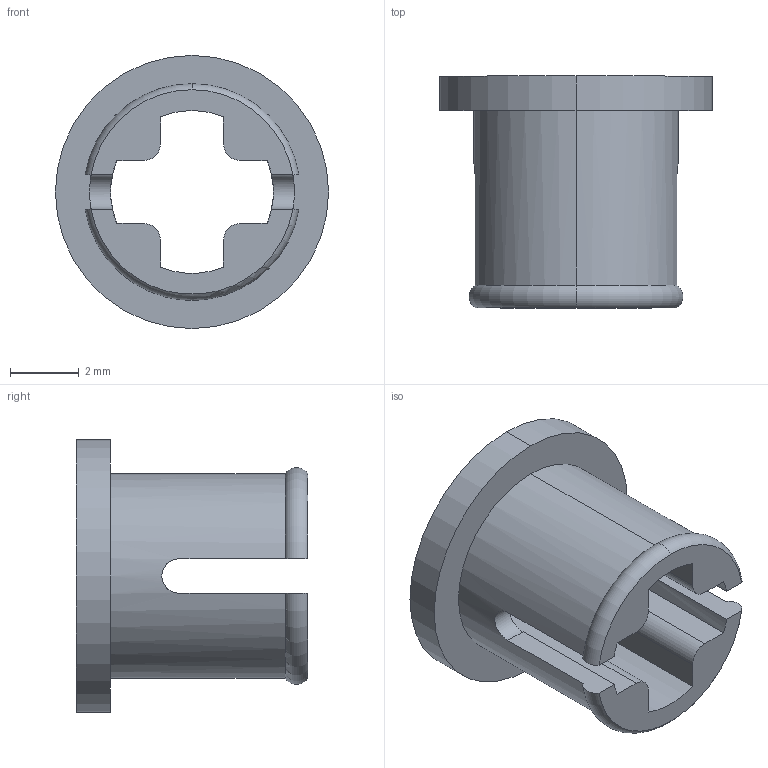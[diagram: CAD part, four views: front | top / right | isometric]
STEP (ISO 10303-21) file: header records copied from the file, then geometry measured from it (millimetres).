
FILE_DESCRIPTION (( 'STEP AP203' ), '1' );
FILE_NAME ('3900-0005-0006.STEP', '2018-02-08T22:15:55', ( '' ), ( '' ), 'SwSTEP 2.0', 'SolidWorks 2016', '' );
FILE_SCHEMA (( 'CONFIG_CONTROL_DESIGN' ));
Length unit declared in the file: millimetre
Products named in the file (1): 3900-0005-0006
Bounding box: 7.97 x 6.76 x 7.97 mm (x, y, z)
Volume: 114.1 mm3; surface area: 315.5 mm2
Topology: 1 solids, 1 shells, 34 faces, 95 edges, 63 vertices
Faces by surface type: plane 16, cylinder 15, torus 3
Entity records: 1234 total; most frequent: CARTESIAN_POINT 257, DIRECTION 191, ORIENTED_EDGE 190, EDGE_CURVE 95, AXIS2_PLACEMENT_3D 69, VERTEX_POINT 63, VECTOR 53, LINE 53
